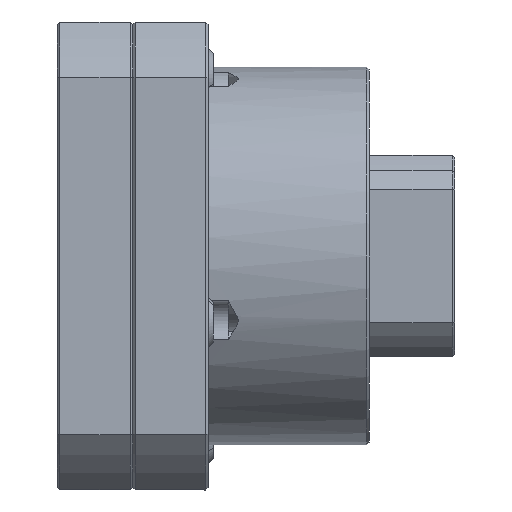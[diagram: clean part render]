
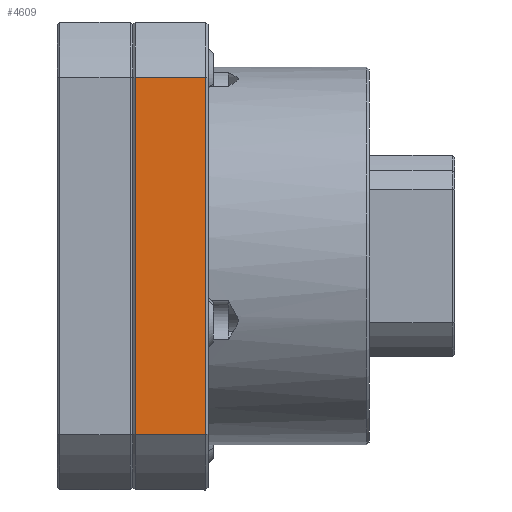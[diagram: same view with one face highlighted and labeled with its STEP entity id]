
A CAD part, front view. The second image highlights one B-rep face of the part: STEP entity #4609.
In plain terms, the highlighted planar face has unit normal (0, -1, 0).
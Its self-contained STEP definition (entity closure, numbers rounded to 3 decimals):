
#12 = ORIENTED_EDGE ( 'NONE', *, *, #6808, .T. ) ;
#139 = CARTESIAN_POINT ( 'NONE',  ( 14.5, -46.5, 35.496 ) ) ;
#193 = VERTEX_POINT ( 'NONE', #1536 ) ;
#609 = EDGE_CURVE ( 'NONE', #193, #6891, #6548, .T. ) ;
#658 = CARTESIAN_POINT ( 'NONE',  ( -94.469, -46.5, -35.496 ) ) ;
#743 = EDGE_CURVE ( 'NONE', #6891, #6546, #2451, .T. ) ;
#862 = VECTOR ( 'NONE', #6927, 1000. ) ;
#1055 = DIRECTION ( 'NONE',  ( 0., -1., 0. ) ) ;
#1536 = CARTESIAN_POINT ( 'NONE',  ( 14.5, -46.5, -35.496 ) ) ;
#1644 = VECTOR ( 'NONE', #3019, 1000. ) ;
#1661 = VECTOR ( 'NONE', #2026, 1000. ) ;
#2026 = DIRECTION ( 'NONE',  ( 0., 0., -1. ) ) ;
#2449 = ORIENTED_EDGE ( 'NONE', *, *, #4973, .T. ) ;
#2451 = LINE ( 'NONE', #7496, #862 ) ;
#3019 = DIRECTION ( 'NONE',  ( 1., 0., 0. ) ) ;
#3345 = ORIENTED_EDGE ( 'NONE', *, *, #609, .T. ) ;
#3416 = PLANE ( 'NONE',  #5739 ) ;
#3611 = LINE ( 'NONE', #658, #1644 ) ;
#4409 = CARTESIAN_POINT ( 'NONE',  ( 0.5, -46.5, 35.496 ) ) ;
#4445 = LINE ( 'NONE', #5579, #1661 ) ;
#4604 = CARTESIAN_POINT ( 'NONE',  ( 47., -46.5, -46.5 ) ) ;
#4609 = ADVANCED_FACE ( 'NONE', ( #6867 ), #3416, .T. ) ;
#4897 = CARTESIAN_POINT ( 'NONE',  ( 0.5, -46.5, -35.496 ) ) ;
#4953 = ORIENTED_EDGE ( 'NONE', *, *, #743, .T. ) ;
#4955 = VECTOR ( 'NONE', #5058, 1000. ) ;
#4973 = EDGE_CURVE ( 'NONE', #6546, #7176, #4445, .T. ) ;
#5058 = DIRECTION ( 'NONE',  ( 0., 0., 1. ) ) ;
#5209 = DIRECTION ( 'NONE',  ( 0., 0., -1. ) ) ;
#5343 = EDGE_LOOP ( 'NONE', ( #4953, #2449, #12, #3345 ) ) ;
#5579 = CARTESIAN_POINT ( 'NONE',  ( 0.5, -46.5, -35.496 ) ) ;
#5739 = AXIS2_PLACEMENT_3D ( 'NONE', #4604, #1055, #5209 ) ;
#6546 = VERTEX_POINT ( 'NONE', #4409 ) ;
#6548 = LINE ( 'NONE', #7403, #4955 ) ;
#6808 = EDGE_CURVE ( 'NONE', #7176, #193, #3611, .T. ) ;
#6867 = FACE_OUTER_BOUND ( 'NONE', #5343, .T. ) ;
#6891 = VERTEX_POINT ( 'NONE', #139 ) ;
#6927 = DIRECTION ( 'NONE',  ( -1., 0., 0. ) ) ;
#7176 = VERTEX_POINT ( 'NONE', #4897 ) ;
#7403 = CARTESIAN_POINT ( 'NONE',  ( 14.5, -46.5, 35.496 ) ) ;
#7496 = CARTESIAN_POINT ( 'NONE',  ( -94.469, -46.5, 35.496 ) ) ;
